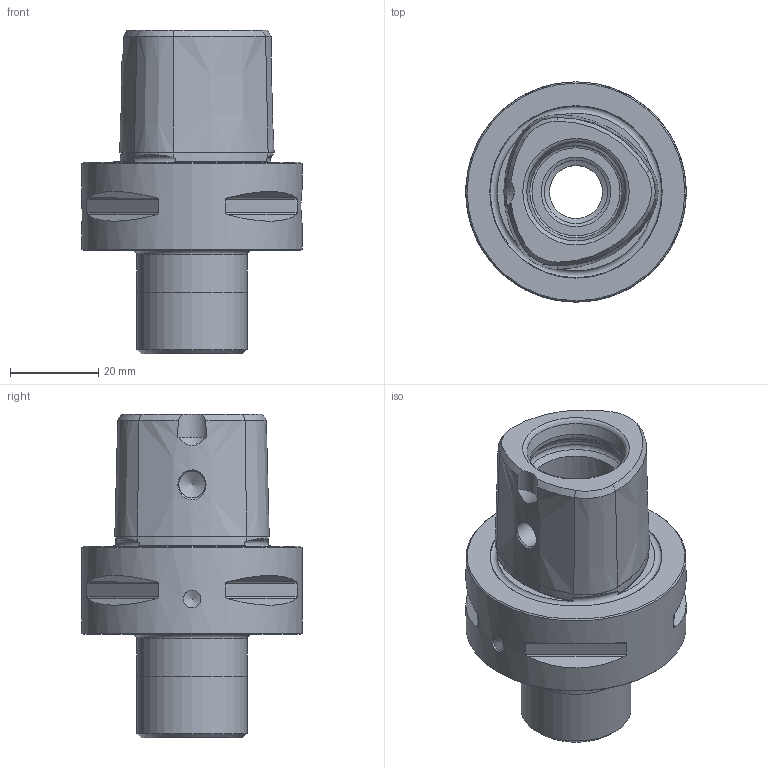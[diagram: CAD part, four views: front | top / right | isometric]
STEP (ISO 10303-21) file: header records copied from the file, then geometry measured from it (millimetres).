
FILE_DESCRIPTION(/* description */ (''),/* implementation_level */ '2;1');
FILE_NAME(/* name */ '280512010.stp',/* time_stamp */ '2021-01-08T12:38:22',/* author */ ('LRA'),/* organization */ ('REGO-FIX'),/* preprocessor_version */ ' Unknown',/* originating_system */ 'SIEMENS PLM Software Solid Edge ST10',/* authorization */ 'Unknown');
FILE_SCHEMA (('AUTOMOTIVE_DESIGN { 1 0 10303 214 2 1 1}'));
Length unit declared in the file: millimetre
Products named in the file (1): NOCUT
Bounding box: 50 x 50 x 73.5 mm (x, y, z)
Volume: 59383.5 mm3; surface area: 15779.7 mm2
Topology: 1 solids, 1 shells, 98 faces, 239 edges, 149 vertices
Faces by surface type: cone 47, cylinder 23, plane 21, torus 7
Full cylindrical faces by diameter (mm): 4 x1, 6.1 x2, 12 x1, 14 x1, 14.2 x1, 14.376 x2, 21 x2, 24 x1, 25 x2, 50 x1
Entity records: 3365 total; most frequent: CARTESIAN_POINT 646, DIRECTION 422, ORIENTED_EDGE 360, AXIS2_PLACEMENT_3D 187, EDGE_CURVE 180, FACE_BOUND 149, EDGE_LOOP 146, VERTEX_POINT 131
